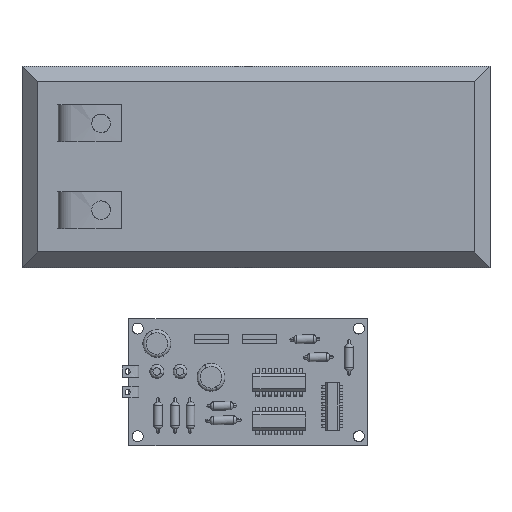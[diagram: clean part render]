
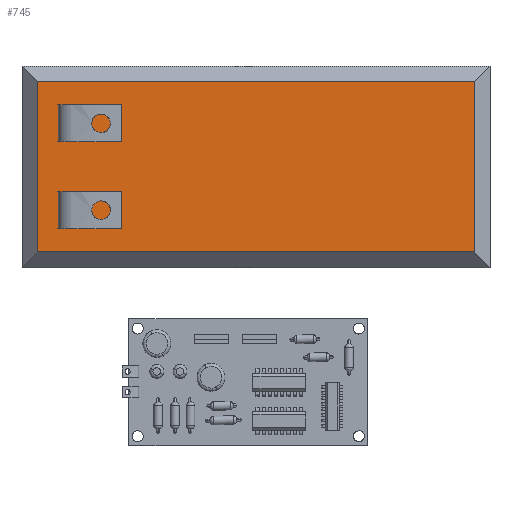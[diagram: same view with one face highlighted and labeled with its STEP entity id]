
A CAD part, top view. The second image highlights one B-rep face of the part: STEP entity #745.
In plain terms, the highlighted free-form (B-spline) face has degree [1, 1] with [2, 2] control points.
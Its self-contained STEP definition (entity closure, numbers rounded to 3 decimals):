
#745=ADVANCED_FACE('',(#1240),#5929,.T.);
#1240=FACE_OUTER_BOUND('',#1735,.T.);
#1735=EDGE_LOOP('',(#2265,#2266,#2267,#2268));
#2265=ORIENTED_EDGE('',*,*,#4253,.F.);
#2266=ORIENTED_EDGE('',*,*,#4252,.F.);
#2267=ORIENTED_EDGE('',*,*,#4254,.F.);
#2268=ORIENTED_EDGE('',*,*,#4251,.F.);
#4251=EDGE_CURVE('',#5262,#5263,#6263,.T.);
#4252=EDGE_CURVE('',#5264,#5265,#6264,.T.);
#4253=EDGE_CURVE('',#5265,#5262,#6265,.T.);
#4254=EDGE_CURVE('',#5263,#5264,#6266,.T.);
#5262=VERTEX_POINT('',#7137);
#5263=VERTEX_POINT('',#7138);
#5264=VERTEX_POINT('',#7139);
#5265=VERTEX_POINT('',#7140);
#5929=B_SPLINE_SURFACE_WITH_KNOTS('',1,1,((#7097,#7098),(#7099,#7100)),.UNSPECIFIED.,
.F.,.F.,.F.,(2,2),(2,2),(5.,146.),(5.,60.),.UNSPECIFIED.);
#6263=B_SPLINE_CURVE_WITH_KNOTS('',3,(#6997,#6998,#6999,#7000),.UNSPECIFIED.,
.F.,.F.,(4,4),(5.,60.),.UNSPECIFIED.);
#6264=B_SPLINE_CURVE_WITH_KNOTS('',3,(#7001,#7002,#7003,#7004),.UNSPECIFIED.,
.F.,.F.,(4,4),(5.,60.),.UNSPECIFIED.);
#6265=B_SPLINE_CURVE_WITH_KNOTS('',3,(#7005,#7006,#7007,#7008),.UNSPECIFIED.,
.F.,.F.,(4,4),(5.,146.),.UNSPECIFIED.);
#6266=B_SPLINE_CURVE_WITH_KNOTS('',3,(#7009,#7010,#7011,#7012),.UNSPECIFIED.,
.F.,.F.,(4,4),(5.,146.),.UNSPECIFIED.);
#6997=CARTESIAN_POINT('',(-70.5,13.5,1173.5));
#6998=CARTESIAN_POINT('',(-70.5,31.833,1173.5));
#6999=CARTESIAN_POINT('',(-70.5,50.167,1173.5));
#7000=CARTESIAN_POINT('',(-70.5,68.5,1173.5));
#7001=CARTESIAN_POINT('',(70.5,68.5,1173.5));
#7002=CARTESIAN_POINT('',(70.5,50.167,1173.5));
#7003=CARTESIAN_POINT('',(70.5,31.833,1173.5));
#7004=CARTESIAN_POINT('',(70.5,13.5,1173.5));
#7005=CARTESIAN_POINT('',(70.5,13.5,1173.5));
#7006=CARTESIAN_POINT('',(23.5,13.5,1173.5));
#7007=CARTESIAN_POINT('',(-23.5,13.5,1173.5));
#7008=CARTESIAN_POINT('',(-70.5,13.5,1173.5));
#7009=CARTESIAN_POINT('',(-70.5,68.5,1173.5));
#7010=CARTESIAN_POINT('',(-23.5,68.5,1173.5));
#7011=CARTESIAN_POINT('',(23.5,68.5,1173.5));
#7012=CARTESIAN_POINT('',(70.5,68.5,1173.5));
#7097=CARTESIAN_POINT('',(-70.5,13.5,1173.5));
#7098=CARTESIAN_POINT('',(-70.5,68.5,1173.5));
#7099=CARTESIAN_POINT('',(70.5,13.5,1173.5));
#7100=CARTESIAN_POINT('',(70.5,68.5,1173.5));
#7137=CARTESIAN_POINT('',(-70.5,13.5,1173.5));
#7138=CARTESIAN_POINT('',(-70.5,68.5,1173.5));
#7139=CARTESIAN_POINT('',(70.5,68.5,1173.5));
#7140=CARTESIAN_POINT('',(70.5,13.5,1173.5));
